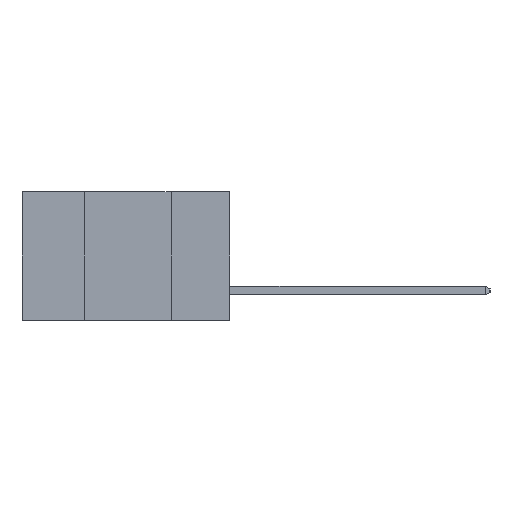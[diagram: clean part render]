
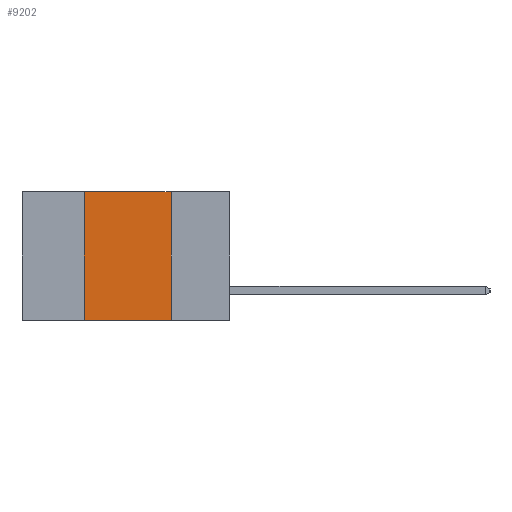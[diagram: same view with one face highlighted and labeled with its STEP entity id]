
A CAD part, left-side view. The second image highlights one B-rep face of the part: STEP entity #9202.
In plain terms, the highlighted planar face has unit normal (-1, 0, 0).
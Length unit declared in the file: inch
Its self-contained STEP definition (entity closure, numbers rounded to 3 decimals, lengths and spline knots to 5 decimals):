
#946 = CARTESIAN_POINT ( 'NONE',  ( 0., 0.17, 0. ) ) ;
#1096 = ORIENTED_EDGE ( 'NONE', *, *, #8991, .F. ) ;
#2407 = VERTEX_POINT ( 'NONE', #10414 ) ;
#2421 = DIRECTION ( 'NONE',  ( 0., -1., 0. ) ) ;
#3127 = VECTOR ( 'NONE', #6356, 39.37008 ) ;
#4079 = DIRECTION ( 'NONE',  ( 0., 0., -1. ) ) ;
#4101 = DIRECTION ( 'NONE',  ( 1., 0., 0. ) ) ;
#4121 = PLANE ( 'NONE',  #16296 ) ;
#4157 = CARTESIAN_POINT ( 'NONE',  ( 0., 0.6, 0. ) ) ;
#4422 = ORIENTED_EDGE ( 'NONE', *, *, #16060, .F. ) ;
#4500 = VERTEX_POINT ( 'NONE', #12435 ) ;
#4989 = VECTOR ( 'NONE', #6359, 39.37008 ) ;
#6085 = LINE ( 'NONE', #14301, #13077 ) ;
#6356 = DIRECTION ( 'NONE',  ( 0., 0., -1. ) ) ;
#6359 = DIRECTION ( 'NONE',  ( 0., -1., 0. ) ) ;
#6714 = CARTESIAN_POINT ( 'NONE',  ( 0., 0.42, 0. ) ) ;
#6821 = DIRECTION ( 'NONE',  ( 0., 0., 1. ) ) ;
#6852 = EDGE_CURVE ( 'NONE', #2407, #10491, #15766, .T. ) ;
#6960 = CARTESIAN_POINT ( 'NONE',  ( 0., 0.6, -0.37 ) ) ;
#7180 = VECTOR ( 'NONE', #6821, 39.37008 ) ;
#7435 = EDGE_LOOP ( 'NONE', ( #4422, #15322, #1096, #7465 ) ) ;
#7465 = ORIENTED_EDGE ( 'NONE', *, *, #6852, .T. ) ;
#8991 = EDGE_CURVE ( 'NONE', #2407, #12660, #17035, .T. ) ;
#9202 = ADVANCED_FACE ( 'NONE', ( #13879 ), #4121, .F. ) ;
#10414 = CARTESIAN_POINT ( 'NONE',  ( 0., 0.42, -0.37 ) ) ;
#10491 = VERTEX_POINT ( 'NONE', #15802 ) ;
#12085 = CARTESIAN_POINT ( 'NONE',  ( 0., 0.42, 0. ) ) ;
#12435 = CARTESIAN_POINT ( 'NONE',  ( 0., 0.17, 0. ) ) ;
#12660 = VERTEX_POINT ( 'NONE', #12085 ) ;
#13077 = VECTOR ( 'NONE', #2421, 39.37008 ) ;
#13641 = LINE ( 'NONE', #946, #3127 ) ;
#13879 = FACE_OUTER_BOUND ( 'NONE', #7435, .T. ) ;
#14301 = CARTESIAN_POINT ( 'NONE',  ( 0., 0.6, 0. ) ) ;
#15322 = ORIENTED_EDGE ( 'NONE', *, *, #15494, .F. ) ;
#15494 = EDGE_CURVE ( 'NONE', #12660, #4500, #6085, .T. ) ;
#15766 = LINE ( 'NONE', #6960, #4989 ) ;
#15802 = CARTESIAN_POINT ( 'NONE',  ( 0., 0.17, -0.37 ) ) ;
#16060 = EDGE_CURVE ( 'NONE', #4500, #10491, #13641, .T. ) ;
#16296 = AXIS2_PLACEMENT_3D ( 'NONE', #4157, #4101, #4079 ) ;
#17035 = LINE ( 'NONE', #6714, #7180 ) ;
